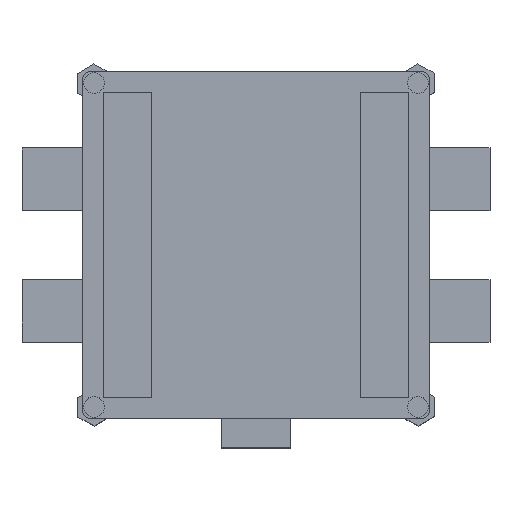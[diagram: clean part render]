
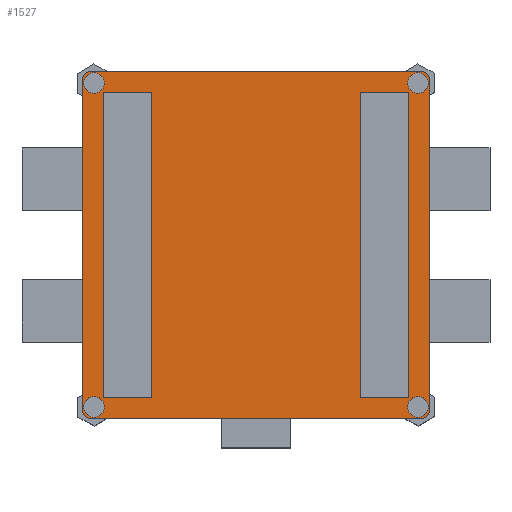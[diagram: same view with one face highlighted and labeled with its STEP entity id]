
A CAD part, top view. The second image highlights one B-rep face of the part: STEP entity #1527.
In plain terms, the highlighted planar face has unit normal (0, 0, 1).
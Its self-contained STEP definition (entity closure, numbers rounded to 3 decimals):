
#83=FACE_BOUND('',#280,.T.);
#84=FACE_BOUND('',#281,.T.);
#85=FACE_BOUND('',#282,.T.);
#86=FACE_BOUND('',#283,.T.);
#103=PLANE('',#1694);
#187=FACE_OUTER_BOUND('',#279,.T.);
#279=EDGE_LOOP('',(#1139,#1140,#1141,#1142,#1143,#1144,#1145,#1146));
#280=EDGE_LOOP('',(#1147));
#281=EDGE_LOOP('',(#1148));
#282=EDGE_LOOP('',(#1149));
#283=EDGE_LOOP('',(#1150));
#381=LINE('',#2286,#553);
#385=LINE('',#2298,#557);
#389=LINE('',#2310,#561);
#393=LINE('',#2322,#565);
#553=VECTOR('',#1839,10.);
#557=VECTOR('',#1851,10.);
#561=VECTOR('',#1863,10.);
#565=VECTOR('',#1875,10.);
#719=CIRCLE('',#1667,1.5);
#721=CIRCLE('',#1670,1.5);
#723=CIRCLE('',#1673,1.5);
#725=CIRCLE('',#1676,1.5);
#728=CIRCLE('',#1681,1.);
#730=CIRCLE('',#1685,1.);
#732=CIRCLE('',#1689,1.);
#734=CIRCLE('',#1693,1.);
#751=VERTEX_POINT('',#2256);
#753=VERTEX_POINT('',#2262);
#755=VERTEX_POINT('',#2268);
#757=VERTEX_POINT('',#2274);
#761=VERTEX_POINT('',#2283);
#762=VERTEX_POINT('',#2285);
#764=VERTEX_POINT('',#2291);
#766=VERTEX_POINT('',#2297);
#768=VERTEX_POINT('',#2303);
#770=VERTEX_POINT('',#2309);
#772=VERTEX_POINT('',#2315);
#774=VERTEX_POINT('',#2321);
#887=EDGE_CURVE('',#751,#751,#719,.T.);
#890=EDGE_CURVE('',#753,#753,#721,.T.);
#893=EDGE_CURVE('',#755,#755,#723,.T.);
#896=EDGE_CURVE('',#757,#757,#725,.T.);
#901=EDGE_CURVE('',#762,#761,#381,.T.);
#904=EDGE_CURVE('',#764,#762,#728,.T.);
#907=EDGE_CURVE('',#766,#764,#385,.T.);
#910=EDGE_CURVE('',#768,#766,#730,.T.);
#913=EDGE_CURVE('',#770,#768,#389,.T.);
#916=EDGE_CURVE('',#772,#770,#732,.T.);
#919=EDGE_CURVE('',#774,#772,#393,.T.);
#922=EDGE_CURVE('',#761,#774,#734,.T.);
#1139=ORIENTED_EDGE('',*,*,#922,.T.);
#1140=ORIENTED_EDGE('',*,*,#919,.T.);
#1141=ORIENTED_EDGE('',*,*,#916,.T.);
#1142=ORIENTED_EDGE('',*,*,#913,.T.);
#1143=ORIENTED_EDGE('',*,*,#910,.T.);
#1144=ORIENTED_EDGE('',*,*,#907,.T.);
#1145=ORIENTED_EDGE('',*,*,#904,.T.);
#1146=ORIENTED_EDGE('',*,*,#901,.T.);
#1147=ORIENTED_EDGE('',*,*,#896,.T.);
#1148=ORIENTED_EDGE('',*,*,#893,.T.);
#1149=ORIENTED_EDGE('',*,*,#890,.T.);
#1150=ORIENTED_EDGE('',*,*,#887,.T.);
#1527=ADVANCED_FACE('',(#187,#83,#84,#85,#86),#103,.T.);
#1667=AXIS2_PLACEMENT_3D('',#2257,#1809,#1810);
#1670=AXIS2_PLACEMENT_3D('',#2263,#1816,#1817);
#1673=AXIS2_PLACEMENT_3D('',#2269,#1823,#1824);
#1676=AXIS2_PLACEMENT_3D('',#2275,#1830,#1831);
#1681=AXIS2_PLACEMENT_3D('',#2292,#1845,#1846);
#1685=AXIS2_PLACEMENT_3D('',#2304,#1857,#1858);
#1689=AXIS2_PLACEMENT_3D('',#2316,#1869,#1870);
#1693=AXIS2_PLACEMENT_3D('',#2326,#1881,#1882);
#1694=AXIS2_PLACEMENT_3D('',#2327,#1883,#1884);
#1809=DIRECTION('center_axis',(0.,0.,-1.));
#1810=DIRECTION('ref_axis',(1.,0.,0.));
#1816=DIRECTION('center_axis',(0.,0.,-1.));
#1817=DIRECTION('ref_axis',(1.,0.,0.));
#1823=DIRECTION('center_axis',(0.,0.,-1.));
#1824=DIRECTION('ref_axis',(1.,0.,0.));
#1830=DIRECTION('center_axis',(0.,0.,-1.));
#1831=DIRECTION('ref_axis',(1.,0.,0.));
#1839=DIRECTION('',(0.,1.,0.));
#1845=DIRECTION('center_axis',(0.,0.,1.));
#1846=DIRECTION('ref_axis',(0.,-1.,0.));
#1851=DIRECTION('',(1.,0.,0.));
#1857=DIRECTION('center_axis',(0.,0.,1.));
#1858=DIRECTION('ref_axis',(-1.,0.,0.));
#1863=DIRECTION('',(0.,-1.,0.));
#1869=DIRECTION('center_axis',(0.,0.,1.));
#1870=DIRECTION('ref_axis',(0.,1.,0.));
#1875=DIRECTION('',(-1.,0.,0.));
#1881=DIRECTION('center_axis',(0.,0.,1.));
#1882=DIRECTION('ref_axis',(1.,0.,0.));
#1883=DIRECTION('center_axis',(0.,0.,1.));
#1884=DIRECTION('ref_axis',(1.,0.,0.));
#2256=CARTESIAN_POINT('',(21.864,-23.364,2.5));
#2257=CARTESIAN_POINT('Origin',(23.364,-23.364,2.5));
#2262=CARTESIAN_POINT('',(-24.864,23.364,2.5));
#2263=CARTESIAN_POINT('Origin',(-23.364,23.364,2.5));
#2268=CARTESIAN_POINT('',(-24.864,-23.364,2.5));
#2269=CARTESIAN_POINT('Origin',(-23.364,-23.364,2.5));
#2274=CARTESIAN_POINT('',(21.864,23.364,2.5));
#2275=CARTESIAN_POINT('Origin',(23.364,23.364,2.5));
#2283=CARTESIAN_POINT('',(25.,24.,2.5));
#2285=CARTESIAN_POINT('',(25.,-24.,2.5));
#2286=CARTESIAN_POINT('',(25.,24.,2.5));
#2291=CARTESIAN_POINT('',(24.,-25.,2.5));
#2292=CARTESIAN_POINT('Origin',(24.,-24.,2.5));
#2297=CARTESIAN_POINT('',(-24.,-25.,2.5));
#2298=CARTESIAN_POINT('',(24.,-25.,2.5));
#2303=CARTESIAN_POINT('',(-25.,-24.,2.5));
#2304=CARTESIAN_POINT('Origin',(-24.,-24.,2.5));
#2309=CARTESIAN_POINT('',(-25.,24.,2.5));
#2310=CARTESIAN_POINT('',(-25.,-24.,2.5));
#2315=CARTESIAN_POINT('',(-24.,25.,2.5));
#2316=CARTESIAN_POINT('Origin',(-24.,24.,2.5));
#2321=CARTESIAN_POINT('',(24.,25.,2.5));
#2322=CARTESIAN_POINT('',(-24.,25.,2.5));
#2326=CARTESIAN_POINT('Origin',(24.,24.,2.5));
#2327=CARTESIAN_POINT('Origin',(0.,0.,2.5));
